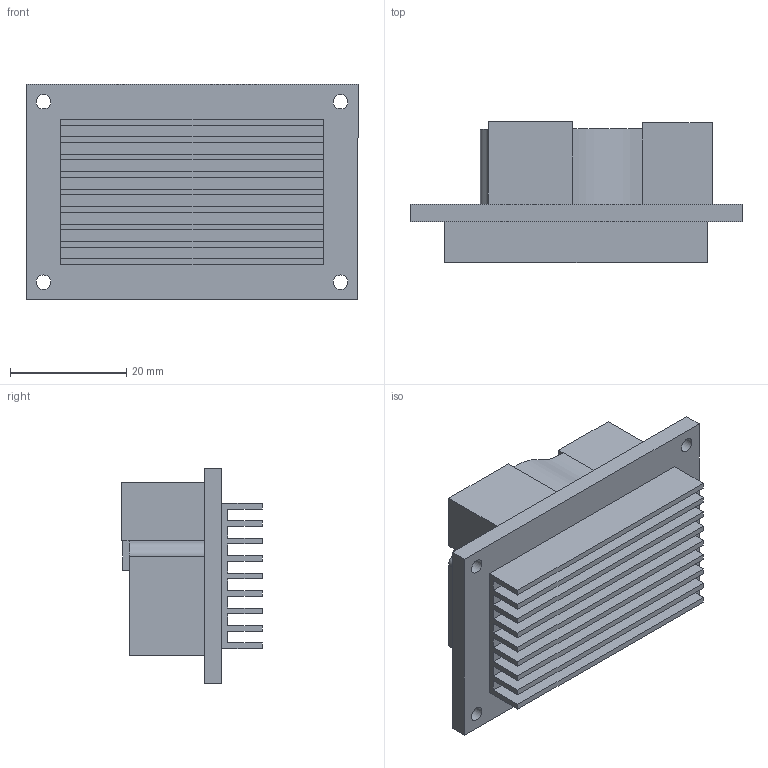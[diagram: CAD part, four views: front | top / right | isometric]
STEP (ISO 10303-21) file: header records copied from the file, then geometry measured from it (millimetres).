
FILE_DESCRIPTION(/* description */ (''),/* implementation_level */ '2;1');
FILE_NAME(/* name */ 'pi5_heat_block.stp',/* time_stamp */ '2024-03-23T19:08:30-07:00',/* author */ ('Thomas'),/* organization */ (''),/* preprocessor_version */ 'ST-DEVELOPER v19',/* originating_system */ 'Autodesk Inventor 2023',/* authorisation */ '');
FILE_SCHEMA (('AUTOMOTIVE_DESIGN { 1 0 10303 214 3 1 1 }'));
Length unit declared in the file: millimetre
Products named in the file (1): pi5_heat_block
Bounding box: 57 x 24.2 x 37 mm (x, y, z)
Volume: 20508.6 mm3; surface area: 11757.3 mm2
Topology: 1 solids, 1 shells, 63 faces, 207 edges, 178 vertices
Faces by surface type: plane 56, cylinder 4, bspline 3
Full cylindrical faces by diameter (mm): 2.5 x4
Entity records: 2562 total; most frequent: CARTESIAN_POINT 811, ORIENTED_EDGE 346, DIRECTION 305, EDGE_CURVE 173, LINE 159, VECTOR 159, VERTEX_POINT 114, EDGE_LOOP 73
